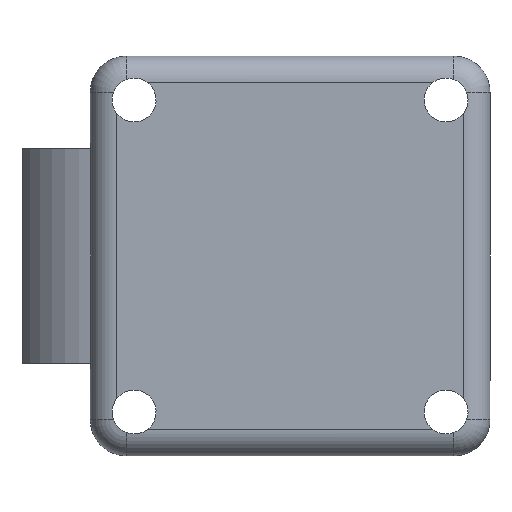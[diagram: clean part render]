
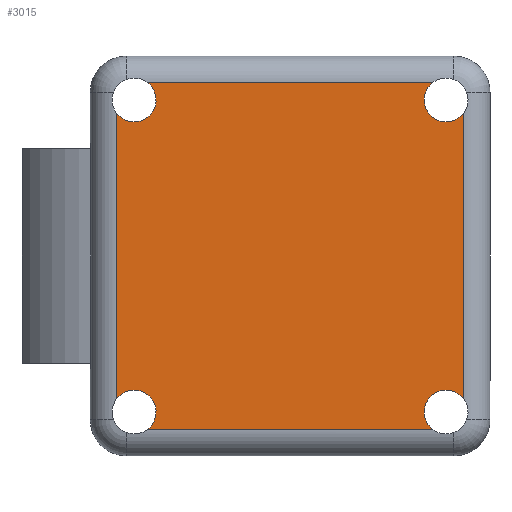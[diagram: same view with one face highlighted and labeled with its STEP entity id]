
A CAD part, front view. The second image highlights one B-rep face of the part: STEP entity #3015.
In plain terms, the highlighted planar face has unit normal (0, -1, 0).
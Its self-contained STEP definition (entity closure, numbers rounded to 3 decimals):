
#7 = DIRECTION ( 'NONE',  ( 0., 1., 0. ) ) ;
#21 = CARTESIAN_POINT ( 'NONE',  ( -14.65, -10., -17.8 ) ) ;
#45 = EDGE_CURVE ( 'NONE', #70, #3792, #2767, .T. ) ;
#70 = VERTEX_POINT ( 'NONE', #3578 ) ;
#82 = ORIENTED_EDGE ( 'NONE', *, *, #2805, .T. ) ;
#117 = AXIS2_PLACEMENT_3D ( 'NONE', #1512, #1803, #2983 ) ;
#120 = CARTESIAN_POINT ( 'NONE',  ( 16., -10., 16. ) ) ;
#129 = EDGE_CURVE ( 'NONE', #1141, #70, #1082, .T. ) ;
#150 = ORIENTED_EDGE ( 'NONE', *, *, #1104, .T. ) ;
#193 = CARTESIAN_POINT ( 'NONE',  ( -16., -10., 16. ) ) ;
#194 = FACE_OUTER_BOUND ( 'NONE', #2556, .T. ) ;
#268 = EDGE_CURVE ( 'NONE', #1528, #3046, #3709, .T. ) ;
#282 = CARTESIAN_POINT ( 'NONE',  ( 16., -10., 13.75 ) ) ;
#411 = DIRECTION ( 'NONE',  ( 0., 0., 1. ) ) ;
#427 = CARTESIAN_POINT ( 'NONE',  ( -16., -10., -16. ) ) ;
#442 = ORIENTED_EDGE ( 'NONE', *, *, #268, .T. ) ;
#474 = DIRECTION ( 'NONE',  ( 0., 0., 1. ) ) ;
#486 = CARTESIAN_POINT ( 'NONE',  ( -16., -10., -13.75 ) ) ;
#495 = VECTOR ( 'NONE', #2567, 1000. ) ;
#538 = ORIENTED_EDGE ( 'NONE', *, *, #3633, .T. ) ;
#710 = ORIENTED_EDGE ( 'NONE', *, *, #45, .T. ) ;
#724 = DIRECTION ( 'NONE',  ( 0., 0., 1. ) ) ;
#737 = CARTESIAN_POINT ( 'NONE',  ( 17.8, -10., 16.8 ) ) ;
#780 = EDGE_CURVE ( 'NONE', #2260, #1141, #2889, .T. ) ;
#788 = ORIENTED_EDGE ( 'NONE', *, *, #1936, .T. ) ;
#960 = CARTESIAN_POINT ( 'NONE',  ( 16., -10., -16. ) ) ;
#961 = ORIENTED_EDGE ( 'NONE', *, *, #780, .T. ) ;
#979 = VECTOR ( 'NONE', #3022, 1000. ) ;
#1051 = ORIENTED_EDGE ( 'NONE', *, *, #3221, .T. ) ;
#1080 = CARTESIAN_POINT ( 'NONE',  ( -16.8, -10., 17.8 ) ) ;
#1082 = LINE ( 'NONE', #3227, #1692 ) ;
#1097 = DIRECTION ( 'NONE',  ( 0., 1., 0. ) ) ;
#1104 = EDGE_CURVE ( 'NONE', #2917, #2500, #1181, .T. ) ;
#1141 = VERTEX_POINT ( 'NONE', #21 ) ;
#1161 = AXIS2_PLACEMENT_3D ( 'NONE', #3301, #1228, #3320 ) ;
#1166 = ORIENTED_EDGE ( 'NONE', *, *, #129, .T. ) ;
#1181 = CIRCLE ( 'NONE', #1503, 2.25 ) ;
#1192 = CARTESIAN_POINT ( 'NONE',  ( 14.65, -10., 17.8 ) ) ;
#1228 = DIRECTION ( 'NONE',  ( 0., 1., 0. ) ) ;
#1252 = EDGE_CURVE ( 'NONE', #3442, #2260, #1518, .T. ) ;
#1261 = DIRECTION ( 'NONE',  ( 0., 0., 1. ) ) ;
#1401 = DIRECTION ( 'NONE',  ( 0., 0., 1. ) ) ;
#1503 = AXIS2_PLACEMENT_3D ( 'NONE', #1791, #7, #2080 ) ;
#1512 = CARTESIAN_POINT ( 'NONE',  ( 16., -10., -16. ) ) ;
#1518 = CIRCLE ( 'NONE', #1594, 2.25 ) ;
#1528 = VERTEX_POINT ( 'NONE', #2743 ) ;
#1573 = DIRECTION ( 'NONE',  ( 0., 1., 0. ) ) ;
#1594 = AXIS2_PLACEMENT_3D ( 'NONE', #427, #2501, #724 ) ;
#1651 = AXIS2_PLACEMENT_3D ( 'NONE', #3359, #1573, #3658 ) ;
#1669 = CIRCLE ( 'NONE', #3689, 2.25 ) ;
#1691 = VERTEX_POINT ( 'NONE', #1751 ) ;
#1692 = VECTOR ( 'NONE', #2337, 1000. ) ;
#1737 = VERTEX_POINT ( 'NONE', #2932 ) ;
#1751 = CARTESIAN_POINT ( 'NONE',  ( 17.8, -10., -14.65 ) ) ;
#1791 = CARTESIAN_POINT ( 'NONE',  ( 16., -10., 16. ) ) ;
#1803 = DIRECTION ( 'NONE',  ( 0., 1., 0. ) ) ;
#1843 = CARTESIAN_POINT ( 'NONE',  ( 17.8, -10., 14.65 ) ) ;
#1936 = EDGE_CURVE ( 'NONE', #3046, #3442, #2553, .T. ) ;
#2045 = CIRCLE ( 'NONE', #2451, 2.25 ) ;
#2080 = DIRECTION ( 'NONE',  ( 0., 0., 1. ) ) ;
#2199 = DIRECTION ( 'NONE',  ( 0., 1., 0. ) ) ;
#2260 = VERTEX_POINT ( 'NONE', #486 ) ;
#2267 = ORIENTED_EDGE ( 'NONE', *, *, #2872, .T. ) ;
#2268 = DIRECTION ( 'NONE',  ( 0., 1., 0. ) ) ;
#2284 = AXIS2_PLACEMENT_3D ( 'NONE', #2877, #1097, #3179 ) ;
#2337 = DIRECTION ( 'NONE',  ( 1., 0., 0. ) ) ;
#2418 = PLANE ( 'NONE',  #1161 ) ;
#2421 = CARTESIAN_POINT ( 'NONE',  ( -17.8, -10., -14.65 ) ) ;
#2432 = CIRCLE ( 'NONE', #1651, 2.25 ) ;
#2445 = AXIS2_PLACEMENT_3D ( 'NONE', #193, #2268, #474 ) ;
#2451 = AXIS2_PLACEMENT_3D ( 'NONE', #120, #2199, #411 ) ;
#2500 = VERTEX_POINT ( 'NONE', #1192 ) ;
#2501 = DIRECTION ( 'NONE',  ( 0., 1., 0. ) ) ;
#2516 = VECTOR ( 'NONE', #1401, 1000. ) ;
#2527 = ORIENTED_EDGE ( 'NONE', *, *, #1252, .T. ) ;
#2553 = LINE ( 'NONE', #2721, #979 ) ;
#2556 = EDGE_LOOP ( 'NONE', ( #538, #82, #442, #788, #2527, #961, #1166, #710, #2949, #1051, #2267, #150 ) ) ;
#2567 = DIRECTION ( 'NONE',  ( -1., 0., 0. ) ) ;
#2721 = CARTESIAN_POINT ( 'NONE',  ( -17.8, -10., -16.8 ) ) ;
#2743 = CARTESIAN_POINT ( 'NONE',  ( -16., -10., 13.75 ) ) ;
#2767 = CIRCLE ( 'NONE', #117, 2.25 ) ;
#2805 = EDGE_CURVE ( 'NONE', #1737, #1528, #2432, .T. ) ;
#2872 = EDGE_CURVE ( 'NONE', #3027, #2917, #2045, .T. ) ;
#2877 = CARTESIAN_POINT ( 'NONE',  ( -16., -10., -16. ) ) ;
#2889 = CIRCLE ( 'NONE', #2284, 2.25 ) ;
#2917 = VERTEX_POINT ( 'NONE', #282 ) ;
#2932 = CARTESIAN_POINT ( 'NONE',  ( -14.65, -10., 17.8 ) ) ;
#2949 = ORIENTED_EDGE ( 'NONE', *, *, #3496, .T. ) ;
#2983 = DIRECTION ( 'NONE',  ( 0., 0., 1. ) ) ;
#3015 = ADVANCED_FACE ( 'NONE', ( #194 ), #2418, .F. ) ;
#3022 = DIRECTION ( 'NONE',  ( 0., 0., -1. ) ) ;
#3027 = VERTEX_POINT ( 'NONE', #1843 ) ;
#3034 = CARTESIAN_POINT ( 'NONE',  ( -17.8, -10., 14.65 ) ) ;
#3037 = DIRECTION ( 'NONE',  ( 0., 1., 0. ) ) ;
#3046 = VERTEX_POINT ( 'NONE', #3034 ) ;
#3179 = DIRECTION ( 'NONE',  ( 0., 0., 1. ) ) ;
#3221 = EDGE_CURVE ( 'NONE', #1691, #3027, #3310, .T. ) ;
#3227 = CARTESIAN_POINT ( 'NONE',  ( 16.8, -10., -17.8 ) ) ;
#3236 = CARTESIAN_POINT ( 'NONE',  ( 16., -10., -13.75 ) ) ;
#3301 = CARTESIAN_POINT ( 'NONE',  ( 0., -10., 0. ) ) ;
#3310 = LINE ( 'NONE', #737, #2516 ) ;
#3320 = DIRECTION ( 'NONE',  ( 0., 0., 1. ) ) ;
#3359 = CARTESIAN_POINT ( 'NONE',  ( -16., -10., 16. ) ) ;
#3442 = VERTEX_POINT ( 'NONE', #2421 ) ;
#3496 = EDGE_CURVE ( 'NONE', #3792, #1691, #1669, .T. ) ;
#3578 = CARTESIAN_POINT ( 'NONE',  ( 14.65, -10., -17.8 ) ) ;
#3633 = EDGE_CURVE ( 'NONE', #2500, #1737, #3681, .T. ) ;
#3658 = DIRECTION ( 'NONE',  ( 0., 0., 1. ) ) ;
#3681 = LINE ( 'NONE', #1080, #495 ) ;
#3689 = AXIS2_PLACEMENT_3D ( 'NONE', #960, #3037, #1261 ) ;
#3709 = CIRCLE ( 'NONE', #2445, 2.25 ) ;
#3792 = VERTEX_POINT ( 'NONE', #3236 ) ;
